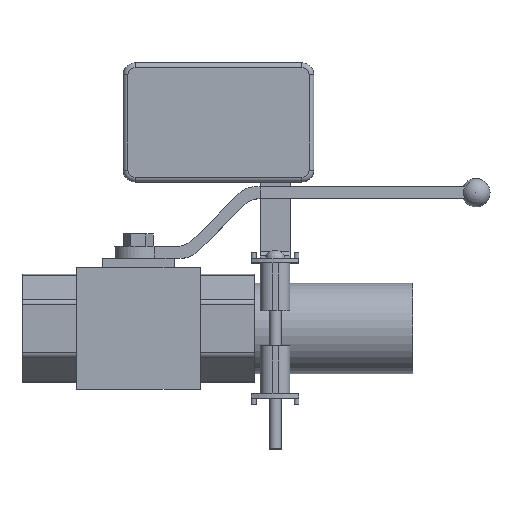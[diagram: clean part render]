
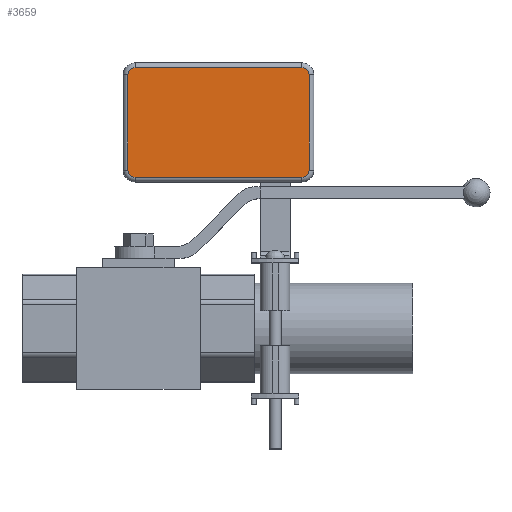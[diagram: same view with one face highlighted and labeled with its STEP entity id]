
A CAD part, top view. The second image highlights one B-rep face of the part: STEP entity #3659.
In plain terms, the highlighted planar face has unit normal (0, 0, 1).
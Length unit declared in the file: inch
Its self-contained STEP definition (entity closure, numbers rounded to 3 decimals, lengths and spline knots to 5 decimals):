
#209=LINE('',#5793,#550);
#211=LINE('',#5804,#552);
#212=LINE('',#5812,#553);
#213=LINE('',#5818,#554);
#550=VECTOR('',#4694,2.);
#552=VECTOR('',#4708,3.5);
#553=VECTOR('',#4719,2.);
#554=VECTOR('',#4728,3.5);
#764=PLANE('',#3965);
#970=FACE_OUTER_BOUND('',#1179,.T.);
#1179=EDGE_LOOP('',(#2852,#2853,#2854,#2855,#2856,#2857,#2858,#2859));
#1376=CIRCLE('',#3944,0.15);
#1382=CIRCLE('',#3952,0.15);
#1385=CIRCLE('',#3957,0.15);
#1388=CIRCLE('',#3962,0.15);
#1630=VERTEX_POINT('',#5781);
#1631=VERTEX_POINT('',#5783);
#1633=VERTEX_POINT('',#5789);
#1635=VERTEX_POINT('',#5795);
#1637=VERTEX_POINT('',#5801);
#1638=VERTEX_POINT('',#5806);
#1639=VERTEX_POINT('',#5810);
#1640=VERTEX_POINT('',#5814);
#2053=EDGE_CURVE('',#1630,#1631,#1376,.T.);
#2058=EDGE_CURVE('',#1631,#1633,#209,.T.);
#2061=EDGE_CURVE('',#1633,#1635,#1382,.T.);
#2064=EDGE_CURVE('',#1635,#1637,#211,.T.);
#2066=EDGE_CURVE('',#1637,#1638,#1385,.T.);
#2068=EDGE_CURVE('',#1638,#1639,#212,.T.);
#2070=EDGE_CURVE('',#1639,#1640,#1388,.T.);
#2071=EDGE_CURVE('',#1640,#1630,#213,.T.);
#2852=ORIENTED_EDGE('',*,*,#2053,.F.);
#2853=ORIENTED_EDGE('',*,*,#2071,.F.);
#2854=ORIENTED_EDGE('',*,*,#2070,.F.);
#2855=ORIENTED_EDGE('',*,*,#2068,.F.);
#2856=ORIENTED_EDGE('',*,*,#2066,.F.);
#2857=ORIENTED_EDGE('',*,*,#2064,.F.);
#2858=ORIENTED_EDGE('',*,*,#2061,.F.);
#2859=ORIENTED_EDGE('',*,*,#2058,.F.);
#3659=ADVANCED_FACE('',(#970),#764,.T.);
#3944=AXIS2_PLACEMENT_3D('',#5784,#4683,#4684);
#3952=AXIS2_PLACEMENT_3D('',#5799,#4701,#4702);
#3957=AXIS2_PLACEMENT_3D('',#5808,#4713,#4714);
#3962=AXIS2_PLACEMENT_3D('',#5816,#4724,#4725);
#3965=AXIS2_PLACEMENT_3D('',#5821,#4732,#4733);
#4683=DIRECTION('center_axis',(0.,0.,-1.));
#4684=DIRECTION('ref_axis',(-0.707,-0.707,0.));
#4694=DIRECTION('',(0.,1.,0.));
#4701=DIRECTION('center_axis',(0.,0.,-1.));
#4702=DIRECTION('ref_axis',(-0.707,0.707,0.));
#4708=DIRECTION('',(1.,0.,0.));
#4713=DIRECTION('center_axis',(0.,0.,-1.));
#4714=DIRECTION('ref_axis',(0.707,0.707,0.));
#4719=DIRECTION('',(0.,-1.,0.));
#4724=DIRECTION('center_axis',(0.,0.,-1.));
#4725=DIRECTION('ref_axis',(0.707,-0.707,0.));
#4728=DIRECTION('',(-1.,0.,0.));
#4732=DIRECTION('center_axis',(0.,0.,1.));
#4733=DIRECTION('ref_axis',(1.,0.,0.));
#5781=CARTESIAN_POINT('',(-3.82004,3.17,0.));
#5783=CARTESIAN_POINT('',(-3.97004,3.32,0.));
#5784=CARTESIAN_POINT('Origin',(-3.82004,3.32,0.));
#5789=CARTESIAN_POINT('',(-3.97004,5.32,0.));
#5793=CARTESIAN_POINT('',(-3.97004,3.82,0.));
#5795=CARTESIAN_POINT('',(-3.82004,5.47,0.));
#5799=CARTESIAN_POINT('Origin',(-3.82004,5.32,0.));
#5801=CARTESIAN_POINT('',(-0.32004,5.47,0.));
#5804=CARTESIAN_POINT('',(-2.94504,5.47,0.));
#5806=CARTESIAN_POINT('',(-0.17004,5.32,0.));
#5808=CARTESIAN_POINT('Origin',(-0.32004,5.32,0.));
#5810=CARTESIAN_POINT('',(-0.17004,3.32,0.));
#5812=CARTESIAN_POINT('',(-0.17004,4.82,0.));
#5814=CARTESIAN_POINT('',(-0.32004,3.17,0.));
#5816=CARTESIAN_POINT('Origin',(-0.32004,3.32,0.));
#5818=CARTESIAN_POINT('',(-1.19504,3.17,0.));
#5821=CARTESIAN_POINT('Origin',(-2.07004,4.32,0.));
